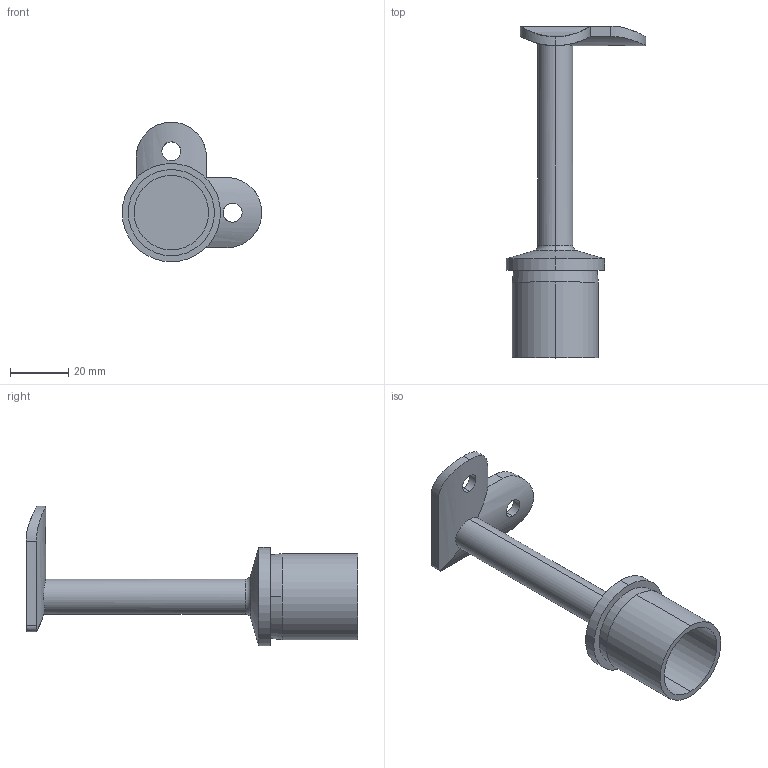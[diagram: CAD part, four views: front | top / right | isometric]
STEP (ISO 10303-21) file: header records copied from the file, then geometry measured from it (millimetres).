
FILE_DESCRIPTION (( 'STEP AP203' ), '1' );
FILE_NAME ('60450-V4A.STEP', '2016-02-17T13:34:48', ( '' ), ( '' ), 'SwSTEP 2.0', 'SolidWorks 2015', '' );
FILE_SCHEMA (( 'CONFIG_CONTROL_DESIGN' ));
Length unit declared in the file: millimetre
Products named in the file (1): 60450-V4A
Bounding box: 47.85 x 113.72 x 47.85 mm (x, y, z)
Volume: 22064 mm3; surface area: 13266.8 mm2
Topology: 1 solids, 1 shells, 254 faces, 664 edges, 440 vertices
Faces by surface type: plane 135, bspline 83, cylinder 30, cone 4, torus 2
Entity records: 12447 total; most frequent: CARTESIAN_POINT 6730, ORIENTED_EDGE 1328, DIRECTION 860, EDGE_CURVE 664, VERTEX_POINT 440, VECTOR 386, LINE 386, EDGE_LOOP 286
